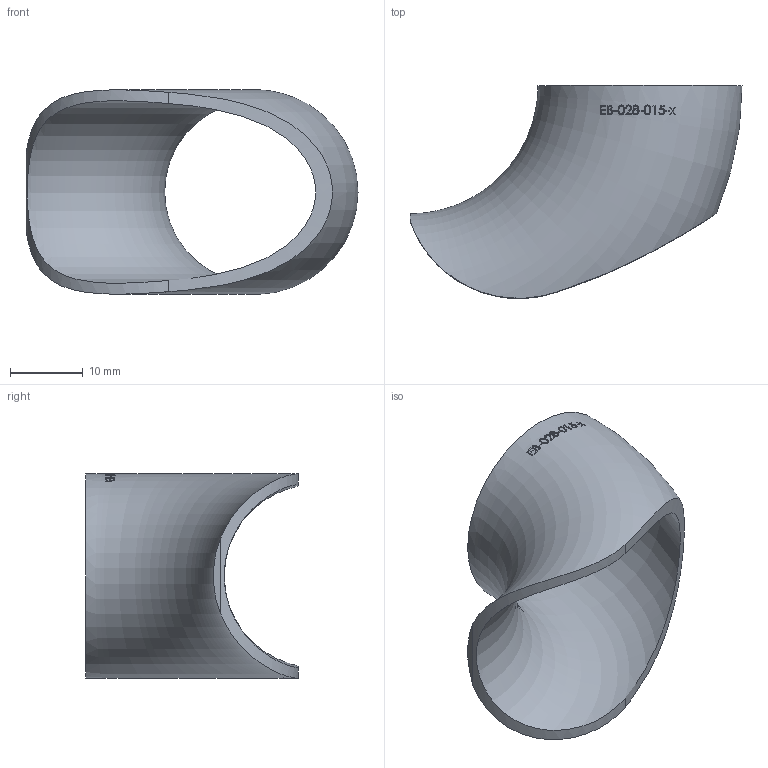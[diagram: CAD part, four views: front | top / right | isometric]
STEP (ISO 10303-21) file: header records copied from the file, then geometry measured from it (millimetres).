
FILE_DESCRIPTION (( 'STEP AP214' ), '1' );
FILE_NAME ('EB-028-015-x Einschweissbogen 2208.STEP', '2022-08-30T08:24:53', ( '' ), ( '' ), 'SwSTEP 2.0', 'SolidWorks 2019', '' );
FILE_SCHEMA (( 'AUTOMOTIVE_DESIGN' ));
Length unit declared in the file: millimetre
Products named in the file (1): EB-028-015-x Einschweissbogen 2208
Bounding box: 45.5 x 29.16 x 28 mm (x, y, z)
Volume: 3629 mm3; surface area: 5176.8 mm2
Topology: 1 solids, 1 shells, 145 faces, 388 edges, 262 vertices
Faces by surface type: bspline 122, torus 20, plane 2, cylinder 1
Entity records: 12741 total; most frequent: CARTESIAN_POINT 8737, ORIENTED_EDGE 768, EDGE_CURVE 384, B_SPLINE_CURVE_WITH_KNOTS 379, VERTEX_POINT 260, EDGE_LOOP 166, FACE_OUTER_BOUND 147, ADVANCED_FACE 145
